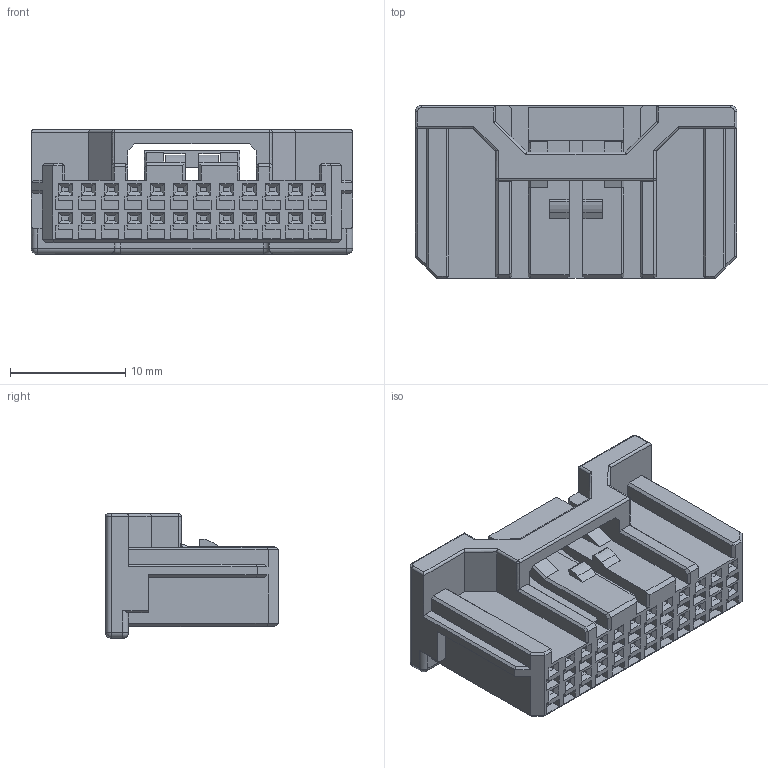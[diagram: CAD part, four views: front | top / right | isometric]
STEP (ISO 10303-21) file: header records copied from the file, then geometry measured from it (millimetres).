
FILE_DESCRIPTION( ('This file contains a STEP AP42 implementation' ,'as created by ZW3D STEP Interface translator.') ,'2;1' );
FILE_NAME( '72025-2FC024AN00BA1.step' ,'23 819.171356', (''), ('ZWCAD Software Co.'), 'Version 1.0', 'ZW3D to STEP translator', '' );
FILE_SCHEMA(('CONFIG_CONTROL_DESIGN'));
Length unit declared in the file: millimetre
Products named in the file (1): 0
Bounding box: 27.9 x 15 x 10.8 mm (x, y, z)
Volume: 2501 mm3; surface area: 2649.7 mm2
Topology: 1 solids, 1 shells, 1172 faces, 3040 edges, 1961 vertices
Faces by surface type: plane 1036, cylinder 89, bspline 37, sphere 6, torus 4
Full cylindrical faces by diameter (mm): 0.4 x2, 3 x1
Entity records: 35180 total; most frequent: CARTESIAN_POINT 6715, ORIENTED_EDGE 6080, DIRECTION 5364, EDGE_CURVE 3040, VECTOR 2788, LINE 2788, VERTEX_POINT 1961, AXIS2_PLACEMENT_3D 1288
